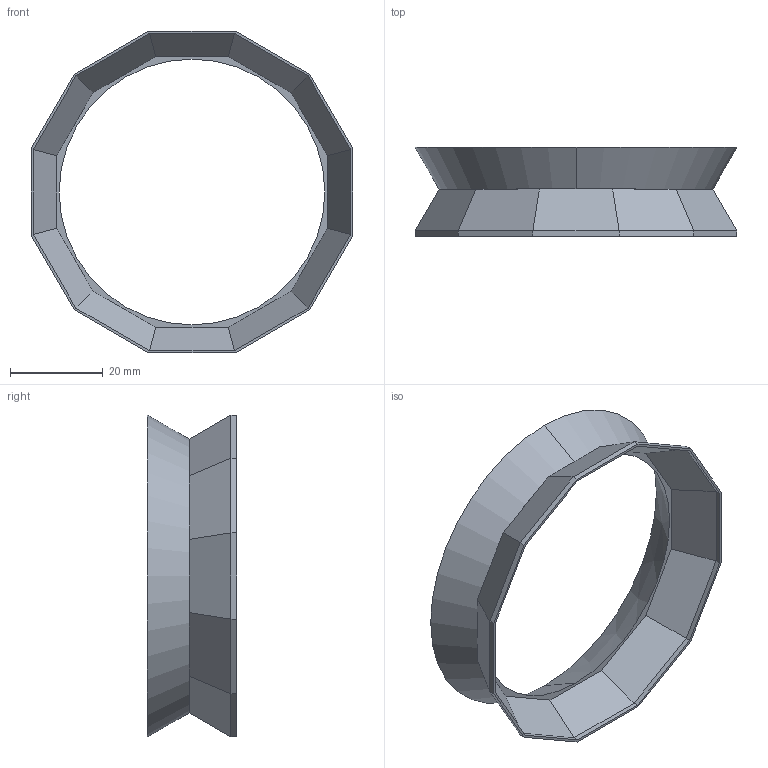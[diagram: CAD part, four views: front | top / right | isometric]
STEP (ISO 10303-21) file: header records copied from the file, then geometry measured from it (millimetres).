
FILE_DESCRIPTION (( 'STEP AP214' ), '1' );
FILE_NAME ('(x1)_POSPA_RecRoundv2.STEP', '2023-12-12T15:52:45', ( '' ), ( '' ), 'SwSTEP 2.0', 'SolidWorks 2022', '' );
FILE_SCHEMA (( 'AUTOMOTIVE_DESIGN' ));
Length unit declared in the file: millimetre
Products named in the file (1): (x1)_POSPA_RecRoundv2
Bounding box: 69.34 x 19.2 x 69.34 mm (x, y, z)
Volume: 2290.6 mm3; surface area: 9396.1 mm2
Topology: 1 solids, 1 shells, 67 faces, 158 edges, 94 vertices
Faces by surface type: plane 63, cone 4
Entity records: 1920 total; most frequent: CARTESIAN_POINT 377, ORIENTED_EDGE 316, DIRECTION 290, EDGE_CURVE 158, LINE 140, VECTOR 140, VERTEX_POINT 94, AXIS2_PLACEMENT_3D 75
